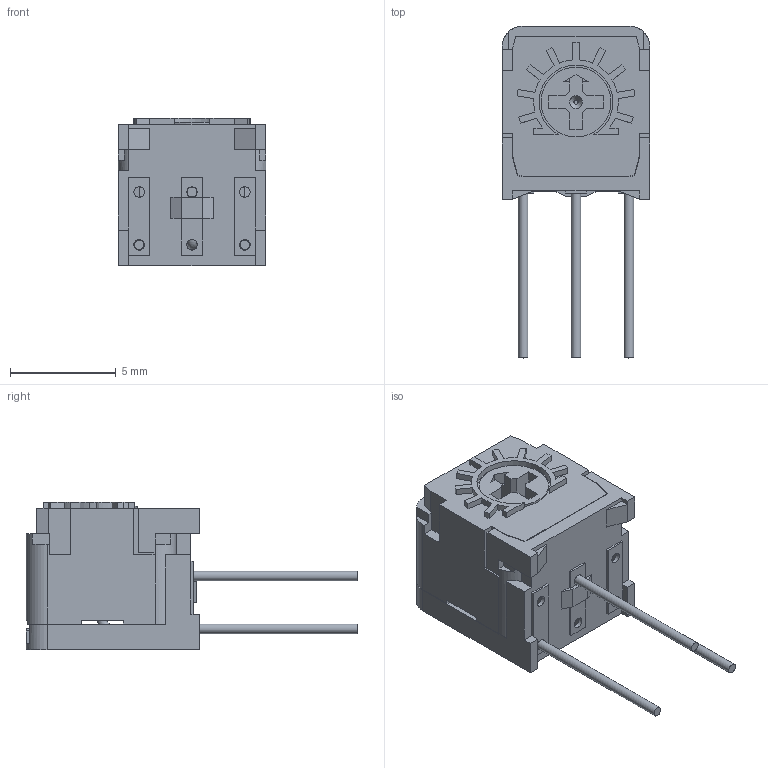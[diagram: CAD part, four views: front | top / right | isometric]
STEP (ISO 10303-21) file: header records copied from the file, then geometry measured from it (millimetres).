
FILE_DESCRIPTION( ( 'STEP AP214' ), '1' );
FILE_NAME( 'CT-6EN10_(100).stp', '2020-07-31T05:47:24', ( 'License CC BY-ND 4.0' ), ( 'CADENAS' ), ' ', 'PARTsolutions', ' ' );
FILE_SCHEMA( ( 'AUTOMOTIVE_DESIGN { 1 0 10303 214 1 1 1 1 }' ) );
Length unit declared in the file: millimetre
Products named in the file (3): CT-6EN10_(100); _CT-6EN-8; _CT-6-dial
Assembly tree (2 placements, depth 2):
  CT-6EN10_(100)
    _CT-6EN-8
    _CT-6-dial
Bounding box: 7 x 15.7 x 7 mm (x, y, z)
Volume: 319.5 mm3; surface area: 624.7 mm2
Topology: 2 solids, 2 shells, 268 faces, 762 edges, 497 vertices
Faces by surface type: plane 213, cylinder 49, torus 5, cone 1
Full cylindrical faces by diameter (mm): 0.45 x5, 0.5 x6, 3.3 x2
Entity records: 10712 total; most frequent: CARTESIAN_POINT 1503, ORIENTED_EDGE 1478, DIRECTION 1404, EDGE_CURVE 739, LINE 616, VECTOR 616, VERTEX_POINT 493, AXIS2_PLACEMENT_3D 394
